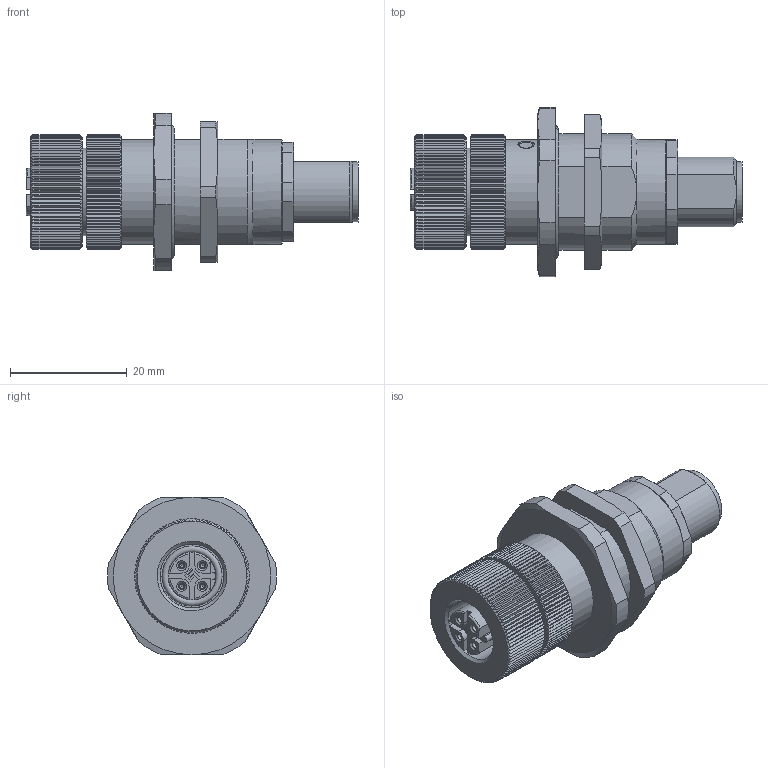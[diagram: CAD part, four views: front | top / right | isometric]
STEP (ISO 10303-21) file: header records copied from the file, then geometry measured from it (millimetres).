
FILE_DESCRIPTION(/* description */ (''),/* implementation_level */ '2;1');
FILE_NAME(/* name */ '09 5242 00 04 001_00.stp',/* time_stamp */ '2013-10-31T15:42:48+01:00',/* author */ (''),/* organization */ (''),/* preprocessor_version */ 'ST-DEVELOPER v14',/* originating_system */ 'SIEMENS PLM Software NX 8.0',/* authorisation */ '');
FILE_SCHEMA (('AUTOMOTIVE_DESIGN { 1 0 10303 214 3 1 1 1 }'));
Length unit declared in the file: millimetre
Products named in the file (1): cerl09C866F2je5f
Bounding box: 56.9 x 28.96 x 27 mm (x, y, z)
Volume: 14638 mm3; surface area: 7077.4 mm2
Topology: 1 solids, 3 shells, 978 faces, 2416 edges, 1464 vertices
Faces by surface type: plane 529, cone 256, cylinder 161, extrusion 16, torus 11, sphere 4, bspline 1
Full cylindrical faces by diameter (mm): 1 x4, 1.05 x4, 1.1 x4, 1.6 x4, 1.65 x4, 8.2 x2, 10.4 x1, 10.95 x1, 15 x1, 18 x2, 20 x2, 23 x1, 24 x1
Entity records: 29155 total; most frequent: CARTESIAN_POINT 8133, ORIENTED_EDGE 4572, DIRECTION 3951, EDGE_CURVE 2286, AXIS2_PLACEMENT_3D 1598, VERTEX_POINT 1415, EDGE_LOOP 1075, ADVANCED_FACE 973
